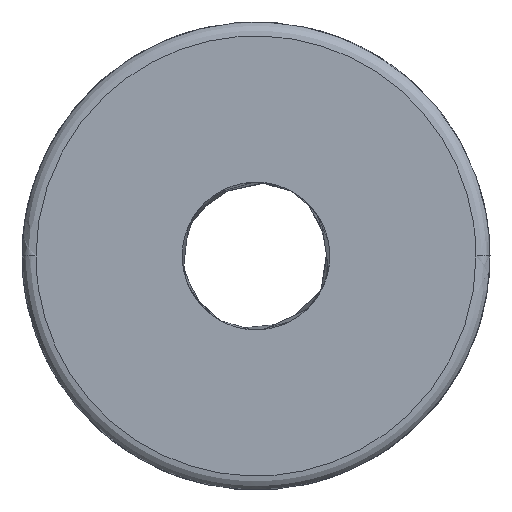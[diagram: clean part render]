
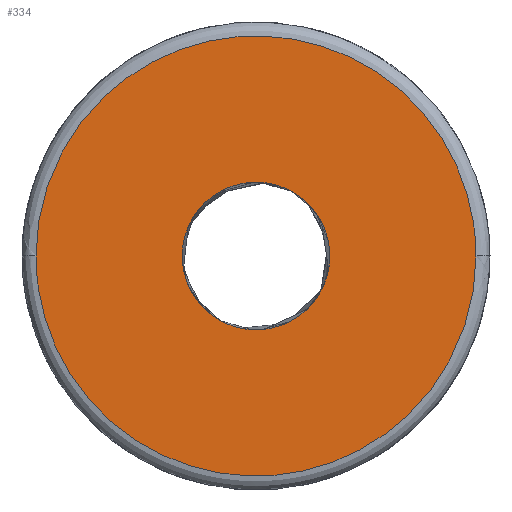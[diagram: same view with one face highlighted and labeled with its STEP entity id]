
A CAD part, left-side view. The second image highlights one B-rep face of the part: STEP entity #334.
In plain terms, the highlighted free-form (B-spline) face has degree [1, 1] with [2, 2] control points.
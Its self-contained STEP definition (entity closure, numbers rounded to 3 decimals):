
#196 = VERTEX_POINT('',#197);
#197 = CARTESIAN_POINT('',(-9.43,-3.856,
    0.));
#203 = EDGE_CURVE('',#196,#204,#206,.T.);
#204 = VERTEX_POINT('',#205);
#205 = CARTESIAN_POINT('',(-9.43,3.856,
    0.));
#206 = ( BOUNDED_CURVE() B_SPLINE_CURVE(2,(#207,#208,#209,#210,#211),
.UNSPECIFIED.,.F.,.F.) B_SPLINE_CURVE_WITH_KNOTS((3,2,3),(1.571
,3.142,4.712),.PIECEWISE_BEZIER_KNOTS.) CURVE() 
GEOMETRIC_REPRESENTATION_ITEM() RATIONAL_B_SPLINE_CURVE((1.,
0.707,1.,0.707,1.)) REPRESENTATION_ITEM('') );
#207 = CARTESIAN_POINT('',(-9.43,-3.856,
    0.));
#208 = CARTESIAN_POINT('',(-9.43,-3.856,
    -3.856));
#209 = CARTESIAN_POINT('',(-9.43,0.,
    -3.856));
#210 = CARTESIAN_POINT('',(-9.43,3.856,
    -3.856));
#211 = CARTESIAN_POINT('',(-9.43,3.856,
    0.));
#302 = EDGE_CURVE('',#204,#196,#303,.T.);
#303 = ( BOUNDED_CURVE() B_SPLINE_CURVE(2,(#304,#305,#306,#307,#308),
.UNSPECIFIED.,.F.,.F.) B_SPLINE_CURVE_WITH_KNOTS((3,2,3),(4.712
,6.283,7.854),.PIECEWISE_BEZIER_KNOTS.) CURVE() 
GEOMETRIC_REPRESENTATION_ITEM() RATIONAL_B_SPLINE_CURVE((1.,
0.707,1.,0.707,1.)) REPRESENTATION_ITEM('') );
#304 = CARTESIAN_POINT('',(-9.43,3.856,
    0.));
#305 = CARTESIAN_POINT('',(-9.43,3.856,3.856
    ));
#306 = CARTESIAN_POINT('',(-9.43,0.,
    3.856));
#307 = CARTESIAN_POINT('',(-9.43,-3.856,3.856
    ));
#308 = CARTESIAN_POINT('',(-9.43,-3.856,
    0.));
#334 = ADVANCED_FACE('',(#335,#339),#361,.F.);
#335 = FACE_BOUND('',#336,.T.);
#336 = EDGE_LOOP('',(#337,#338));
#337 = ORIENTED_EDGE('',*,*,#302,.F.);
#338 = ORIENTED_EDGE('',*,*,#203,.F.);
#339 = FACE_BOUND('',#340,.T.);
#340 = EDGE_LOOP('',(#341,#353));
#341 = ORIENTED_EDGE('',*,*,#342,.T.);
#342 = EDGE_CURVE('',#343,#345,#347,.T.);
#343 = VERTEX_POINT('',#344);
#344 = CARTESIAN_POINT('',(-9.43,0.62,
    -1.136));
#345 = VERTEX_POINT('',#346);
#346 = CARTESIAN_POINT('',(-9.43,-0.62,
    1.136));
#347 = ( BOUNDED_CURVE() B_SPLINE_CURVE(2,(#348,#349,#350,#351,#352),
.UNSPECIFIED.,.F.,.F.) B_SPLINE_CURVE_WITH_KNOTS((3,2,3),(3.642,
5.212,6.783),.PIECEWISE_BEZIER_KNOTS.) CURVE() 
GEOMETRIC_REPRESENTATION_ITEM() RATIONAL_B_SPLINE_CURVE((1.,
0.707,1.,0.707,1.)) REPRESENTATION_ITEM('') );
#348 = CARTESIAN_POINT('',(-9.43,0.62,
    -1.136));
#349 = CARTESIAN_POINT('',(-9.43,1.756,-0.515
    ));
#350 = CARTESIAN_POINT('',(-9.43,1.136,0.62
    ));
#351 = CARTESIAN_POINT('',(-9.43,0.515,1.756)
  );
#352 = CARTESIAN_POINT('',(-9.43,-0.62,
    1.136));
#353 = ORIENTED_EDGE('',*,*,#354,.T.);
#354 = EDGE_CURVE('',#345,#343,#355,.T.);
#355 = ( BOUNDED_CURVE() B_SPLINE_CURVE(2,(#356,#357,#358,#359,#360),
.UNSPECIFIED.,.F.,.F.) B_SPLINE_CURVE_WITH_KNOTS((3,2,3),(0.5,
2.071,3.642),.PIECEWISE_BEZIER_KNOTS.) CURVE() 
GEOMETRIC_REPRESENTATION_ITEM() RATIONAL_B_SPLINE_CURVE((1.,
0.707,1.,0.707,1.)) REPRESENTATION_ITEM('') );
#356 = CARTESIAN_POINT('',(-9.43,-0.62,
    1.136));
#357 = CARTESIAN_POINT('',(-9.43,-1.756,0.515
    ));
#358 = CARTESIAN_POINT('',(-9.43,-1.136,
    -0.62));
#359 = CARTESIAN_POINT('',(-9.43,-0.515,
    -1.756));
#360 = CARTESIAN_POINT('',(-9.43,0.62,
    -1.136));
#361 = B_SPLINE_SURFACE_WITH_KNOTS('',1,1,(
    (#362,#363)
    ,(#364,#365
    )),.UNSPECIFIED.,.F.,.F.,.F.,(2,2),(2,2),(-2.985,2.985),(-2.985,
    2.985),.PIECEWISE_BEZIER_KNOTS.);
#362 = CARTESIAN_POINT('',(-9.43,-3.856,
    -3.856));
#363 = CARTESIAN_POINT('',(-9.43,-3.856,
    3.856));
#364 = CARTESIAN_POINT('',(-9.43,3.856,
    -3.856));
#365 = CARTESIAN_POINT('',(-9.43,3.856,3.856
    ));
